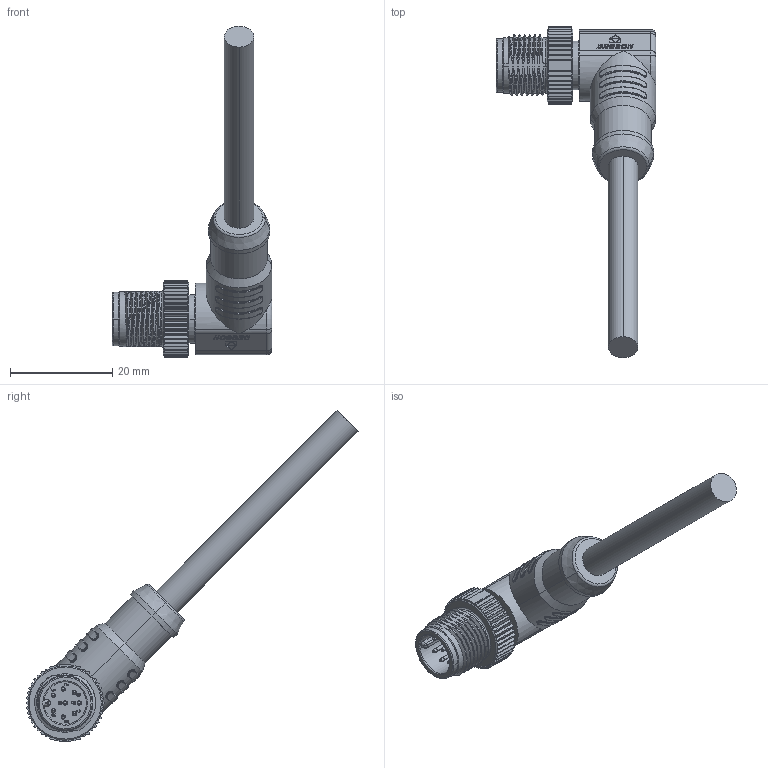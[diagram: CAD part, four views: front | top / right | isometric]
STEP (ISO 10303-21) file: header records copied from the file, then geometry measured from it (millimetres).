
FILE_DESCRIPTION((''),'2;1');
FILE_NAME('PM-M12A-08P-MM-SR8XXX-00A_H_','2020-04-11T',('Administrator'),(''),'CREO PARAMETRIC BY PTC INC, 2014350','CREO PARAMETRIC BY PTC INC, 2014350','');
FILE_SCHEMA(('CONFIG_CONTROL_DESIGN'));
Length unit declared in the file: millimetre
Products named in the file (1): PM-M12A-08P-MM-SR8XXX-00A_H_
Bounding box: 31.2 x 64.85 x 64.79 mm (x, y, z)
Volume: 7453.5 mm3; surface area: 4105.8 mm2
Topology: 1 solids, 2 shells, 1265 faces, 3445 edges, 2228 vertices
Faces by surface type: plane 828, cylinder 178, extrusion 112, bspline 63, torus 37, cone 31, sphere 16
Entity records: 52109 total; most frequent: CARTESIAN_POINT 20833, ORIENTED_EDGE 6858, DIRECTION 5809, EDGE_CURVE 3429, VECTOR 2609, LINE 2497, VERTEX_POINT 2228, AXIS2_PLACEMENT_3D 1600
